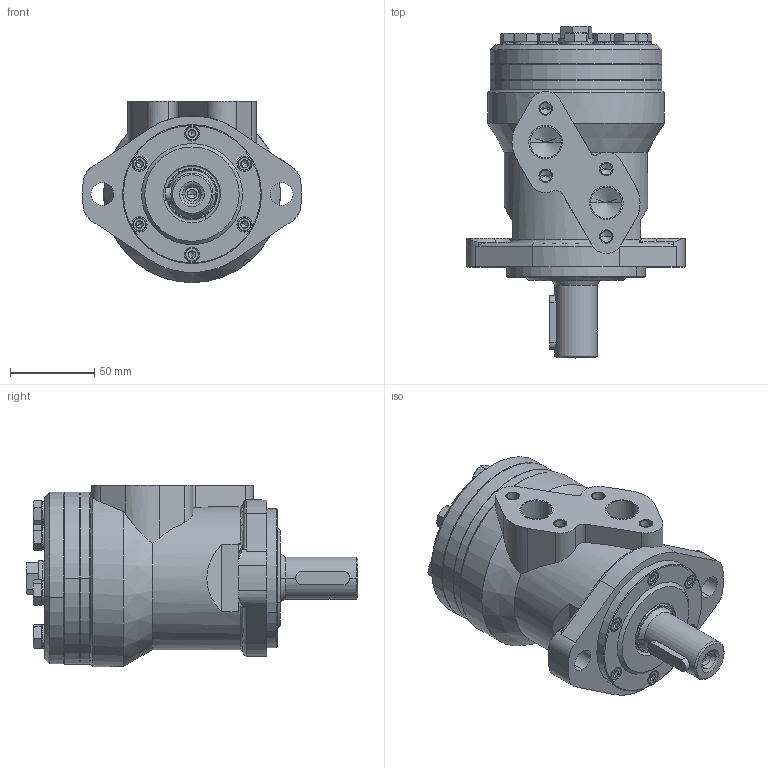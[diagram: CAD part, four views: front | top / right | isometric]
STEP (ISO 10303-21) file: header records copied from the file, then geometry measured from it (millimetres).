
FILE_DESCRIPTION((''),'2;1');
FILE_NAME('BMR-50P1AIIY10-T10_ASM','2022-03-02T',('Administrator'),(''),'PRO/ENGINEER BY PARAMETRIC TECHNOLOGY CORPORATION, 2013050','PRO/ENGINEER BY PARAMETRIC TECHNOLOGY CORPORATION, 2013050','');
FILE_SCHEMA(('CONFIG_CONTROL_DESIGN'));
Length unit declared in the file: millimetre
Products named in the file (12): 01-BMR-KETI-AII; 02-BMR-ZHUZHOU-P1; 03-BMR-GAI; 04-BMR-QIANCEBAN; 05-BMR-DINGZITI-50; 61-BMR-HOUCEBAN; 62-BMR-DIANQUAN-LUODUCHU; 63-BMR-GANGDIANQUAN; 64-BMR-LUODU; 65-BMR-LUOSHUAN-M8; 06-BMR-HOUCEBAN_ASM; BMR-50P1AIIY10-T10_ASM
Assembly tree (23 placements, depth 3):
  BMR-50P1AIIY10-T10_ASM
    01-BMR-KETI-AII
    02-BMR-ZHUZHOU-P1
    03-BMR-GAI
    04-BMR-QIANCEBAN
    05-BMR-DINGZITI-50
    06-BMR-HOUCEBAN_ASM
      61-BMR-HOUCEBAN
      62-BMR-DIANQUAN-LUODUCHU
      63-BMR-GANGDIANQUAN  x7
      64-BMR-LUODU
      65-BMR-LUOSHUAN-M8  x7
Bounding box: 129.9 x 197 x 107.5 mm (x, y, z)
Volume: 1097099.7 mm3; surface area: 186429.6 mm2
Topology: 22 solids, 34 shells, 829 faces, 1890 edges, 1145 vertices
Faces by surface type: cylinder 299, plane 288, cone 205, torus 23, extrusion 12, revolution 2
Entity records: 20265 total; most frequent: CARTESIAN_POINT 4511, DIRECTION 3499, ORIENTED_EDGE 3004, EDGE_CURVE 1526, AXIS2_PLACEMENT_3D 1446, VERTEX_POINT 941, EDGE_LOOP 777, CIRCLE 733
